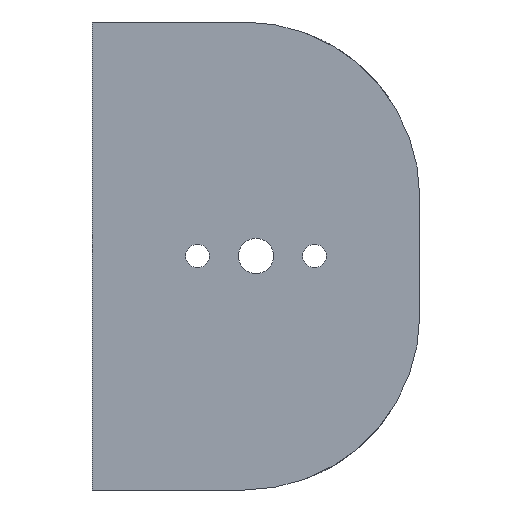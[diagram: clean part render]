
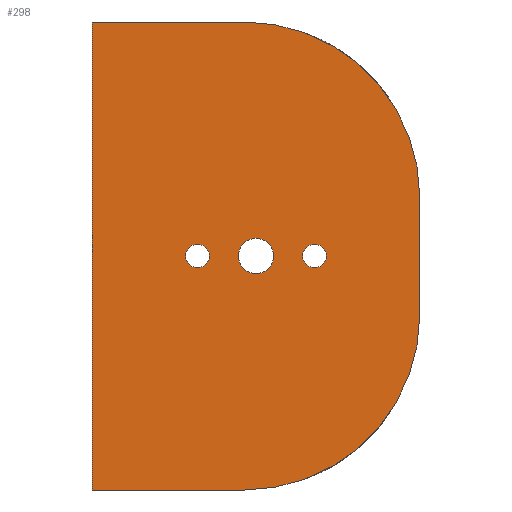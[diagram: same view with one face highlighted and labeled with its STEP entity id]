
A CAD part, left-side view. The second image highlights one B-rep face of the part: STEP entity #298.
In plain terms, the highlighted planar face has unit normal (-1, 0, 0).
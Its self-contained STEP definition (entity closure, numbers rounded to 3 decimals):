
#25=PLANE('',#342);
#34=FACE_BOUND('',#79,.T.);
#35=FACE_BOUND('',#80,.T.);
#36=FACE_BOUND('',#81,.T.);
#55=FACE_OUTER_BOUND('',#78,.T.);
#78=EDGE_LOOP('',(#267,#268,#269,#270,#271,#272));
#79=EDGE_LOOP('',(#273));
#80=EDGE_LOOP('',(#274));
#81=EDGE_LOOP('',(#275));
#86=LINE('',#488,#106);
#98=LINE('',#582,#118);
#100=LINE('',#585,#120);
#101=LINE('',#587,#121);
#106=VECTOR('',#360,10.);
#118=VECTOR('',#416,10.);
#120=VECTOR('',#420,10.);
#121=VECTOR('',#423,10.);
#122=CIRCLE('',#315,15.);
#127=CIRCLE('',#324,15.);
#130=CIRCLE('',#329,1.5);
#131=CIRCLE('',#331,1.);
#133=CIRCLE('',#334,1.);
#136=VERTEX_POINT('',#431);
#137=VERTEX_POINT('',#432);
#143=VERTEX_POINT('',#486);
#149=VERTEX_POINT('',#504);
#154=VERTEX_POINT('',#558);
#155=VERTEX_POINT('',#562);
#157=VERTEX_POINT('',#568);
#160=VERTEX_POINT('',#579);
#161=VERTEX_POINT('',#581);
#162=EDGE_CURVE('',#136,#137,#122,.T.);
#170=EDGE_CURVE('',#136,#143,#86,.T.);
#178=EDGE_CURVE('',#149,#143,#127,.T.);
#186=EDGE_CURVE('',#154,#154,#130,.T.);
#187=EDGE_CURVE('',#155,#155,#131,.T.);
#190=EDGE_CURVE('',#157,#157,#133,.T.);
#196=EDGE_CURVE('',#161,#160,#98,.T.);
#198=EDGE_CURVE('',#149,#161,#100,.T.);
#199=EDGE_CURVE('',#160,#137,#101,.T.);
#267=ORIENTED_EDGE('',*,*,#162,.F.);
#268=ORIENTED_EDGE('',*,*,#170,.T.);
#269=ORIENTED_EDGE('',*,*,#178,.F.);
#270=ORIENTED_EDGE('',*,*,#198,.T.);
#271=ORIENTED_EDGE('',*,*,#196,.T.);
#272=ORIENTED_EDGE('',*,*,#199,.T.);
#273=ORIENTED_EDGE('',*,*,#186,.T.);
#274=ORIENTED_EDGE('',*,*,#187,.F.);
#275=ORIENTED_EDGE('',*,*,#190,.F.);
#298=ADVANCED_FACE('',(#55,#34,#35,#36),#25,.F.);
#315=AXIS2_PLACEMENT_3D('',#433,#350,#351);
#324=AXIS2_PLACEMENT_3D('',#505,#377,#378);
#329=AXIS2_PLACEMENT_3D('',#560,#390,#391);
#331=AXIS2_PLACEMENT_3D('',#563,#394,#395);
#334=AXIS2_PLACEMENT_3D('',#569,#401,#402);
#342=AXIS2_PLACEMENT_3D('',#588,#424,#425);
#350=DIRECTION('center_axis',(1.,0.,0.));
#351=DIRECTION('ref_axis',(0.,-0.707,-0.707));
#360=DIRECTION('',(0.,0.,1.));
#377=DIRECTION('center_axis',(1.,0.,0.));
#378=DIRECTION('ref_axis',(0.,-0.707,0.707));
#390=DIRECTION('center_axis',(1.,0.,0.));
#391=DIRECTION('ref_axis',(0.,0.,-1.));
#394=DIRECTION('center_axis',(-1.,0.,0.));
#395=DIRECTION('ref_axis',(0.,0.,-1.));
#401=DIRECTION('center_axis',(-1.,0.,0.));
#402=DIRECTION('ref_axis',(0.,0.,-1.));
#416=DIRECTION('',(0.,0.,-1.));
#420=DIRECTION('',(0.,1.,0.));
#423=DIRECTION('',(0.,-1.,0.));
#424=DIRECTION('center_axis',(1.,0.,0.));
#425=DIRECTION('ref_axis',(0.,0.,-1.));
#431=CARTESIAN_POINT('',(-8.,-14.,-5.));
#432=CARTESIAN_POINT('',(-8.,1.,-20.));
#433=CARTESIAN_POINT('Origin',(-8.,1.,-5.));
#486=CARTESIAN_POINT('',(-8.,-14.,5.));
#488=CARTESIAN_POINT('',(-8.,-14.,20.));
#504=CARTESIAN_POINT('',(-8.,1.,20.));
#505=CARTESIAN_POINT('Origin',(-8.,1.,5.));
#558=CARTESIAN_POINT('',(-8.,0.,1.5));
#560=CARTESIAN_POINT('Origin',(-8.,0.,0.));
#562=CARTESIAN_POINT('',(-8.,5.,1.));
#563=CARTESIAN_POINT('Origin',(-8.,5.,0.));
#568=CARTESIAN_POINT('',(-8.,-5.,1.));
#569=CARTESIAN_POINT('Origin',(-8.,-5.,0.));
#579=CARTESIAN_POINT('',(-8.,14.,-20.));
#581=CARTESIAN_POINT('',(-8.,14.,20.));
#582=CARTESIAN_POINT('',(-8.,14.,-20.));
#585=CARTESIAN_POINT('',(-8.,14.,20.));
#587=CARTESIAN_POINT('',(-8.,-14.,-20.));
#588=CARTESIAN_POINT('Origin',(-8.,0.,0.));
